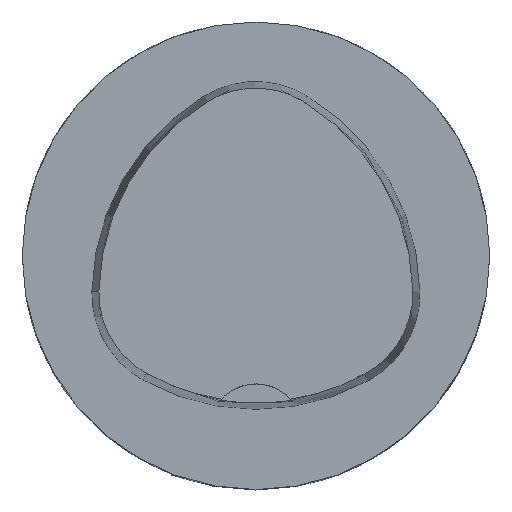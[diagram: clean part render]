
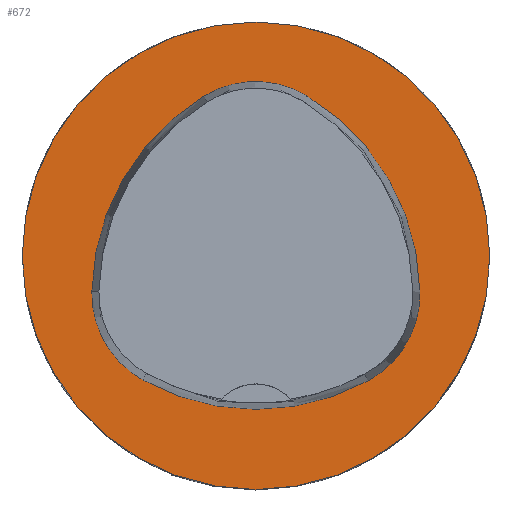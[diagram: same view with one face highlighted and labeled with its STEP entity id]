
A CAD part, top view. The second image highlights one B-rep face of the part: STEP entity #672.
In plain terms, the highlighted planar face has unit normal (0, 0, 1).
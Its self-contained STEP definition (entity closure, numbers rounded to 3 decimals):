
#404=PLANE('',#3354);
#672=ADVANCED_FACE('',(#891,#892),#404,.T.);
#708=CIRCLE('',#3049,20.);
#804=CIRCLE('',#3342,20.);
#805=CIRCLE('',#3344,8.5);
#806=CIRCLE('',#3346,20.);
#807=CIRCLE('',#3348,8.5);
#808=CIRCLE('',#3350,20.);
#809=CIRCLE('',#3352,8.5);
#891=FACE_BOUND('',#1104,.T.);
#892=FACE_BOUND('',#1105,.T.);
#1104=EDGE_LOOP('',(#2139,#2140,#2141,#2142,#2143,#2144));
#1105=EDGE_LOOP('',(#2145));
#2139=ORIENTED_EDGE('',*,*,#2841,.T.);
#2140=ORIENTED_EDGE('',*,*,#2839,.T.);
#2141=ORIENTED_EDGE('',*,*,#2837,.T.);
#2142=ORIENTED_EDGE('',*,*,#2835,.T.);
#2143=ORIENTED_EDGE('',*,*,#2833,.T.);
#2144=ORIENTED_EDGE('',*,*,#2831,.T.);
#2145=ORIENTED_EDGE('',*,*,#2486,.F.);
#2211=VERTEX_POINT('',#4313);
#2442=VERTEX_POINT('',#6641);
#2443=VERTEX_POINT('',#6643);
#2444=VERTEX_POINT('',#6647);
#2445=VERTEX_POINT('',#6651);
#2446=VERTEX_POINT('',#6655);
#2447=VERTEX_POINT('',#6659);
#2486=EDGE_CURVE('',#2211,#2211,#708,.T.);
#2831=EDGE_CURVE('',#2443,#2442,#804,.T.);
#2833=EDGE_CURVE('',#2444,#2443,#805,.T.);
#2835=EDGE_CURVE('',#2445,#2444,#806,.T.);
#2837=EDGE_CURVE('',#2446,#2445,#807,.T.);
#2839=EDGE_CURVE('',#2447,#2446,#808,.T.);
#2841=EDGE_CURVE('',#2442,#2447,#809,.T.);
#3049=AXIS2_PLACEMENT_3D('',#4312,#3435,#3436);
#3342=AXIS2_PLACEMENT_3D('',#6642,#4146,#4147);
#3344=AXIS2_PLACEMENT_3D('',#6646,#4151,#4152);
#3346=AXIS2_PLACEMENT_3D('',#6650,#4156,#4157);
#3348=AXIS2_PLACEMENT_3D('',#6654,#4161,#4162);
#3350=AXIS2_PLACEMENT_3D('',#6658,#4166,#4167);
#3352=AXIS2_PLACEMENT_3D('',#6662,#4171,#4172);
#3354=AXIS2_PLACEMENT_3D('',#6664,#4175,#4176);
#3435=DIRECTION('',(0.,0.,-1.));
#3436=DIRECTION('',(-1.,0.,0.));
#4146=DIRECTION('',(0.,0.,-1.));
#4147=DIRECTION('',(-1.,0.,0.));
#4151=DIRECTION('',(0.,0.,-1.));
#4152=DIRECTION('',(-1.,0.,0.));
#4156=DIRECTION('',(0.,0.,-1.));
#4157=DIRECTION('',(-1.,0.,0.));
#4161=DIRECTION('',(0.,0.,-1.));
#4162=DIRECTION('',(-1.,0.,0.));
#4166=DIRECTION('',(0.,0.,-1.));
#4167=DIRECTION('',(-1.,0.,0.));
#4171=DIRECTION('',(0.,0.,-1.));
#4172=DIRECTION('',(-1.,0.,0.));
#4175=DIRECTION('',(0.,0.,1.));
#4176=DIRECTION('',(1.,0.,0.));
#4312=CARTESIAN_POINT('',(0.,0.,0.));
#4313=CARTESIAN_POINT('',(-20.,0.,0.));
#6641=CARTESIAN_POINT('',(-9.655,-10.639,0.));
#6642=CARTESIAN_POINT('',(0.022,6.864,0.));
#6643=CARTESIAN_POINT('',(9.588,-10.699,0.));
#6646=CARTESIAN_POINT('',(5.522,-3.235,0.));
#6647=CARTESIAN_POINT('',(14.021,-3.075,0.));
#6650=CARTESIAN_POINT('',(-5.976,-3.45,0.));
#6651=CARTESIAN_POINT('',(4.347,13.68,0.));
#6654=CARTESIAN_POINT('',(-0.04,6.4,0.));
#6655=CARTESIAN_POINT('',(-4.472,13.653,0.));
#6658=CARTESIAN_POINT('',(5.955,-3.414,0.));
#6659=CARTESIAN_POINT('',(-14.041,-3.042,0.));
#6662=CARTESIAN_POINT('',(-5.543,-3.2,0.));
#6664=CARTESIAN_POINT('',(0.,0.,0.));
